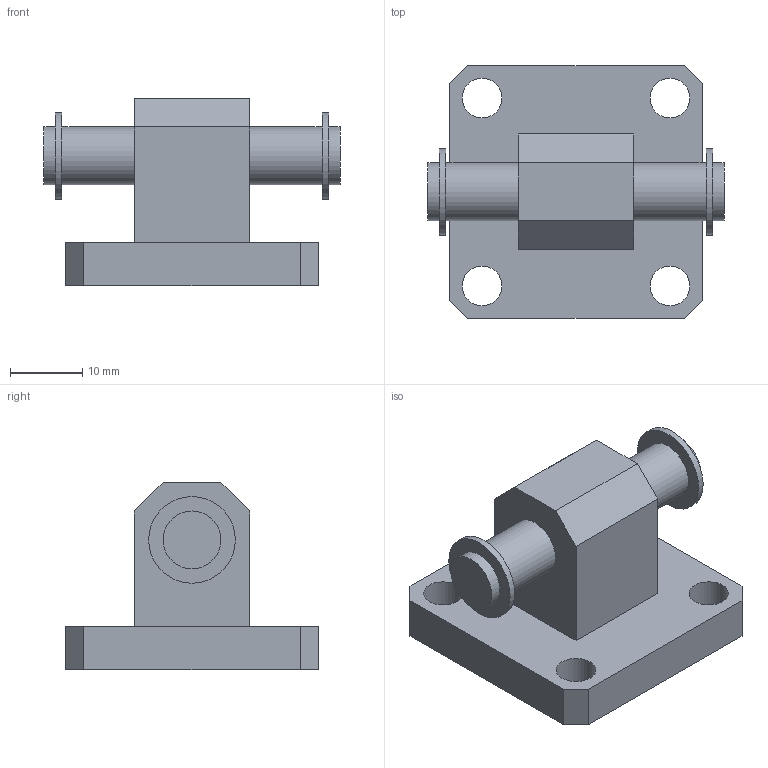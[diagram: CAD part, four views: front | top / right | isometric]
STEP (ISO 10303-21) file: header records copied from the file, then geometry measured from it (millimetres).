
FILE_DESCRIPTION(/* description */ (''),/* implementation_level */ '2;1');
FILE_NAME(/* name */ '1500_20_09_1F.stp',/* time_stamp */ '2018-09-21T14:27:23+02:00',/* author */ ('maniean1'),/* organization */ ('Pneumax S.p.A.'),/* preprocessor_version */ 'ST-DEVELOPER v17',/* originating_system */ 'Autodesk Inventor 2019',/* authorisation */ '');
FILE_SCHEMA (('AUTOMOTIVE_DESIGN { 1 0 10303 214 3 1 1 }'));
Length unit declared in the file: millimetre
Products named in the file (1): 1500_20_09_1F
Bounding box: 41 x 35 x 26 mm (x, y, z)
Volume: 12938.5 mm3; surface area: 5529.8 mm2
Topology: 1 solids, 1 shells, 33 faces, 82 edges, 58 vertices
Faces by surface type: plane 23, cylinder 10
Full cylindrical faces by diameter (mm): 5.5 x4, 8 x4, 12 x2
Entity records: 1061 total; most frequent: DIRECTION 180, CARTESIAN_POINT 174, ORIENTED_EDGE 164, EDGE_CURVE 82, AXIS2_PLACEMENT_3D 64, VERTEX_POINT 58, LINE 52, VECTOR 52
